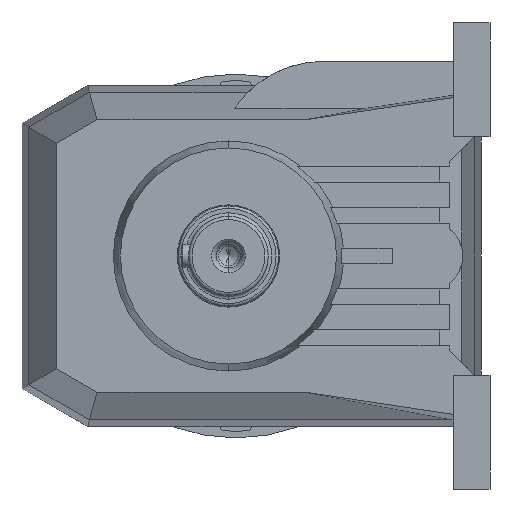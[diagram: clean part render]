
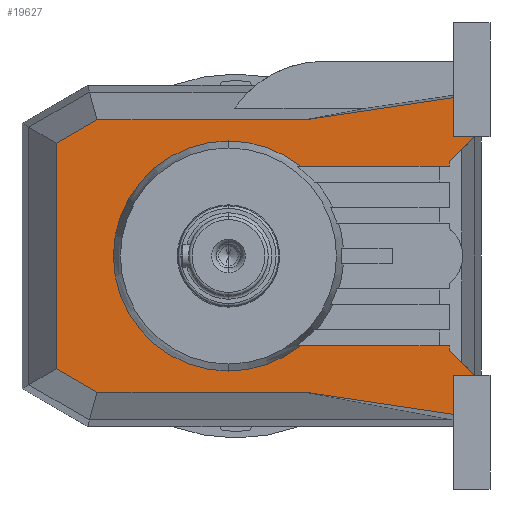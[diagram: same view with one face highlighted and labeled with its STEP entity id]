
A CAD part, left-side view. The second image highlights one B-rep face of the part: STEP entity #19627.
In plain terms, the highlighted planar face has unit normal (-1, 0, 0).
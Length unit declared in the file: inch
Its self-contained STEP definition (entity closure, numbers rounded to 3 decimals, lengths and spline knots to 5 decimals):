
#7249=CARTESIAN_POINT('',(-6.14173,0.85502,0.));
#7250=DIRECTION('',(1.,0.,0.));
#7251=DIRECTION('',(0.,0.,-1.));
#7252=AXIS2_PLACEMENT_3D('',#7249,#7250,#7251);
#7254=CARTESIAN_POINT('',(-6.14173,0.85502,0.));
#7255=DIRECTION('',(1.,0.,0.));
#7256=DIRECTION('',(0.,-0.625,-0.781));
#7257=AXIS2_PLACEMENT_3D('',#7254,#7255,#7256);
#7259=DIRECTION('',(0.,0.,1.));
#7260=VECTOR('',#7259,0.07557);
#7261=CARTESIAN_POINT('',(-6.14173,-2.96846,
-1.63069));
#7262=LINE('',#7261,#7260);
#7263=DIRECTION('',(0.,0.707,0.707));
#7264=VECTOR('',#7263,0.61693);
#7265=CARTESIAN_POINT('',(-6.14173,-3.4047,
-2.06693));
#7266=LINE('',#7265,#7264);
#7267=DIRECTION('',(0.,-0.989,-0.148));
#7268=VECTOR('',#7267,2.61613);
#7269=CARTESIAN_POINT('',(-6.14173,-0.45526,
-2.3555));
#7270=LINE('',#7269,#7268);
#7271=DIRECTION('',(0.,-0.866,-0.5));
#7272=VECTOR('',#7271,0.80893);
#7273=CARTESIAN_POINT('',(-6.14173,3.83186,
-1.95103));
#7274=LINE('',#7273,#7272);
#7275=DIRECTION('',(0.,0.866,-0.5));
#7276=VECTOR('',#7275,0.80893);
#7277=CARTESIAN_POINT('',(-6.14173,3.13131,2.3555));
#7278=LINE('',#7277,#7276);
#7279=DIRECTION('',(0.,1.,0.));
#7280=VECTOR('',#7279,3.58657);
#7281=CARTESIAN_POINT('',(-6.14173,-0.45526,
2.3555));
#7282=LINE('',#7281,#7280);
#7283=DIRECTION('',(0.,0.989,-0.148));
#7284=VECTOR('',#7283,2.61613);
#7285=CARTESIAN_POINT('',(-6.14173,-3.04262,
2.74242));
#7286=LINE('',#7285,#7284);
#7287=DIRECTION('',(0.,0.,1.));
#7288=VECTOR('',#7287,0.67549);
#7289=CARTESIAN_POINT('',(-6.14173,-3.04262,
2.06693));
#7290=LINE('',#7289,#7288);
#7291=DIRECTION('',(0.,1.,0.));
#7292=VECTOR('',#7291,0.36208);
#7293=CARTESIAN_POINT('',(-6.14173,-3.4047,
2.06693));
#7294=LINE('',#7293,#7292);
#7295=DIRECTION('',(0.,-0.707,0.707));
#7296=VECTOR('',#7295,0.61693);
#7297=CARTESIAN_POINT('',(-6.14173,-2.96846,
1.63069));
#7298=LINE('',#7297,#7296);
#7299=DIRECTION('',(0.,0.,1.));
#7300=VECTOR('',#7299,0.07557);
#7301=CARTESIAN_POINT('',(-6.14173,-2.96846,
1.55512));
#7302=LINE('',#7301,#7300);
#7303=DIRECTION('',(0.,-1.,0.));
#7304=VECTOR('',#7303,2.57932);
#7305=CARTESIAN_POINT('',(-6.14173,-0.38914,
1.55512));
#7306=LINE('',#7305,#7304);
#7307=CARTESIAN_POINT('',(-6.14173,0.85502,0.));
#7308=DIRECTION('',(1.,0.,0.));
#7309=DIRECTION('',(0.,0.,1.));
#7310=AXIS2_PLACEMENT_3D('',#7307,#7308,#7309);
#7475=DIRECTION('',(0.,1.,0.));
#7476=VECTOR('',#7475,0.36208);
#7477=CARTESIAN_POINT('',(-6.14173,-3.4047,
-2.06693));
#7478=LINE('',#7477,#7476);
#7523=DIRECTION('',(0.,0.,-1.));
#7524=VECTOR('',#7523,0.67549);
#7525=CARTESIAN_POINT('',(-6.14173,-3.04262,
-2.06693));
#7526=LINE('',#7525,#7524);
#7708=DIRECTION('',(0.,0.,1.));
#7709=VECTOR('',#7708,3.90206);
#7710=CARTESIAN_POINT('',(-6.14173,3.83186,
-1.95103));
#7711=LINE('',#7710,#7709);
#7720=DIRECTION('',(0.,1.,0.));
#7721=VECTOR('',#7720,3.58657);
#7722=CARTESIAN_POINT('',(-6.14173,-0.45526,
-2.3555));
#7723=LINE('',#7722,#7721);
#7820=DIRECTION('',(0.,-1.,0.));
#7821=VECTOR('',#7820,2.57932);
#7822=CARTESIAN_POINT('',(-6.14173,-0.38914,
-1.55512));
#7823=LINE('',#7822,#7821);
#10782=CARTESIAN_POINT('',(-6.14173,-0.38914,
1.55512));
#10783=CARTESIAN_POINT('',(-6.14173,-2.96846,
1.55512));
#10784=VERTEX_POINT('',#10782);
#10785=VERTEX_POINT('',#10783);
#10786=CARTESIAN_POINT('',(-6.14173,-2.96846,
1.63069));
#10787=VERTEX_POINT('',#10786);
#10788=CARTESIAN_POINT('',(-6.14173,-3.4047,
2.06693));
#10789=VERTEX_POINT('',#10788);
#10790=CARTESIAN_POINT('',(-6.14173,-3.04262,
2.06693));
#10791=VERTEX_POINT('',#10790);
#10792=CARTESIAN_POINT('',(-6.14173,-3.04262,
2.74242));
#10793=VERTEX_POINT('',#10792);
#10794=CARTESIAN_POINT('',(-6.14173,-0.45526,
2.3555));
#10795=VERTEX_POINT('',#10794);
#10796=CARTESIAN_POINT('',(-6.14173,3.13131,
2.3555));
#10797=VERTEX_POINT('',#10796);
#10798=CARTESIAN_POINT('',(-6.14173,3.83186,
1.95103));
#10799=VERTEX_POINT('',#10798);
#10800=CARTESIAN_POINT('',(-6.14173,3.83186,
-1.95103));
#10801=VERTEX_POINT('',#10800);
#10802=CARTESIAN_POINT('',(-6.14173,3.13131,
-2.3555));
#10803=VERTEX_POINT('',#10802);
#10804=CARTESIAN_POINT('',(-6.14173,-0.45526,
-2.3555));
#10805=VERTEX_POINT('',#10804);
#10806=CARTESIAN_POINT('',(-6.14173,-3.04262,
-2.74242));
#10807=VERTEX_POINT('',#10806);
#10808=CARTESIAN_POINT('',(-6.14173,-3.04262,
-2.06693));
#10809=VERTEX_POINT('',#10808);
#10810=CARTESIAN_POINT('',(-6.14173,-3.4047,
-2.06693));
#10811=VERTEX_POINT('',#10810);
#10812=CARTESIAN_POINT('',(-6.14173,-2.96846,
-1.63069));
#10813=VERTEX_POINT('',#10812);
#10814=CARTESIAN_POINT('',(-6.14173,-2.96846,
-1.55512));
#10815=VERTEX_POINT('',#10814);
#10816=CARTESIAN_POINT('',(-6.14173,-0.38914,
-1.55512));
#10817=VERTEX_POINT('',#10816);
#11243=CARTESIAN_POINT('',(-6.14173,0.85502,
1.99156));
#11245=VERTEX_POINT('',#11243);
#11247=CARTESIAN_POINT('',(-6.14173,0.85502,
-1.99157));
#11249=VERTEX_POINT('',#11247);
#19581=CARTESIAN_POINT('',(-6.14173,4.43326,
-2.95689));
#19582=DIRECTION('',(-1.,0.,0.));
#19583=DIRECTION('',(0.,0.,-1.));
#19584=AXIS2_PLACEMENT_3D('',#19581,#19582,#19583);
#19585=PLANE('',#19584);
#19587=ORIENTED_EDGE('',*,*,#19586,.F.);
#19589=ORIENTED_EDGE('',*,*,#19588,.F.);
#19591=ORIENTED_EDGE('',*,*,#19590,.T.);
#19593=ORIENTED_EDGE('',*,*,#19592,.F.);
#19595=ORIENTED_EDGE('',*,*,#19594,.F.);
#19597=ORIENTED_EDGE('',*,*,#19596,.T.);
#19599=ORIENTED_EDGE('',*,*,#19598,.T.);
#19601=ORIENTED_EDGE('',*,*,#19600,.F.);
#19603=ORIENTED_EDGE('',*,*,#19602,.T.);
#19605=ORIENTED_EDGE('',*,*,#19604,.F.);
#19607=ORIENTED_EDGE('',*,*,#19606,.T.);
#19609=ORIENTED_EDGE('',*,*,#19608,.F.);
#19611=ORIENTED_EDGE('',*,*,#19610,.F.);
#19613=ORIENTED_EDGE('',*,*,#19612,.F.);
#19615=ORIENTED_EDGE('',*,*,#19614,.F.);
#19616=ORIENTED_EDGE('',*,*,#19559,.F.);
#19618=ORIENTED_EDGE('',*,*,#19617,.F.);
#19620=ORIENTED_EDGE('',*,*,#19619,.F.);
#19622=ORIENTED_EDGE('',*,*,#19621,.F.);
#19624=ORIENTED_EDGE('',*,*,#19623,.F.);
#19625=EDGE_LOOP('',(#19587,#19589,#19591,#19593,#19595,#19597,#19599,#19601,
#19603,#19605,#19607,#19609,#19611,#19613,#19615,#19616,#19618,#19620,#19622,
#19624));
#19626=FACE_OUTER_BOUND('',#19625,.F.);
#7253=CIRCLE('',#7252,1.99156);
#7258=CIRCLE('',#7257,1.99156);
#7311=CIRCLE('',#7310,1.99156);
#19559=EDGE_CURVE('',#10789,#10791,#7294,.T.);
#19586=EDGE_CURVE('',#11249,#11245,#7253,.T.);
#19588=EDGE_CURVE('',#10817,#11249,#7258,.T.);
#19590=EDGE_CURVE('',#10817,#10815,#7823,.T.);
#19592=EDGE_CURVE('',#10813,#10815,#7262,.T.);
#19594=EDGE_CURVE('',#10811,#10813,#7266,.T.);
#19596=EDGE_CURVE('',#10811,#10809,#7478,.T.);
#19598=EDGE_CURVE('',#10809,#10807,#7526,.T.);
#19600=EDGE_CURVE('',#10805,#10807,#7270,.T.);
#19602=EDGE_CURVE('',#10805,#10803,#7723,.T.);
#19604=EDGE_CURVE('',#10801,#10803,#7274,.T.);
#19606=EDGE_CURVE('',#10801,#10799,#7711,.T.);
#19608=EDGE_CURVE('',#10797,#10799,#7278,.T.);
#19610=EDGE_CURVE('',#10795,#10797,#7282,.T.);
#19612=EDGE_CURVE('',#10793,#10795,#7286,.T.);
#19614=EDGE_CURVE('',#10791,#10793,#7290,.T.);
#19617=EDGE_CURVE('',#10787,#10789,#7298,.T.);
#19619=EDGE_CURVE('',#10785,#10787,#7302,.T.);
#19621=EDGE_CURVE('',#10784,#10785,#7306,.T.);
#19623=EDGE_CURVE('',#11245,#10784,#7311,.T.);
#19627=ADVANCED_FACE('',(#19626),#19585,.T.);
